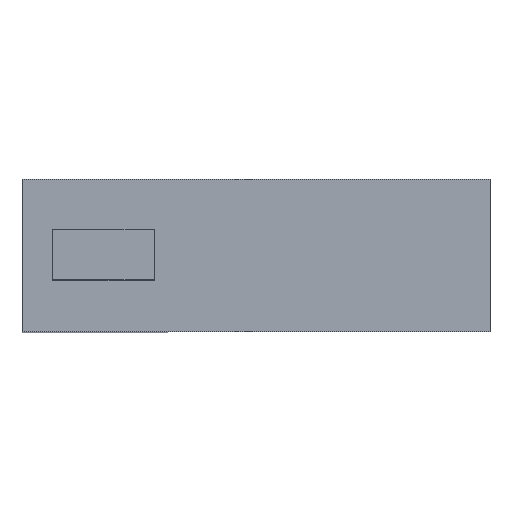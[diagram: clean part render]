
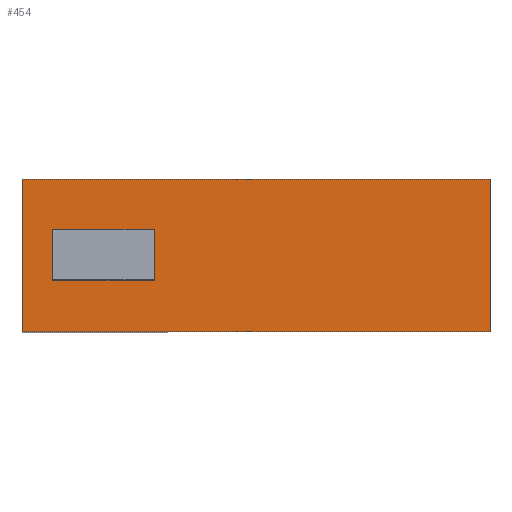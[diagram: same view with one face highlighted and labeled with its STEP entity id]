
A CAD part, top view. The second image highlights one B-rep face of the part: STEP entity #454.
In plain terms, the highlighted planar face has unit normal (0, 0, 1).
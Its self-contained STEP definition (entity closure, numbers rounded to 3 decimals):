
#21=FACE_BOUND('',#61,.T.);
#34=FACE_OUTER_BOUND('',#60,.T.);
#60=EDGE_LOOP('',(#343,#344,#345,#346));
#61=EDGE_LOOP('',(#347,#348,#349,#350));
#77=LINE('',#635,#137);
#81=LINE('',#643,#141);
#84=LINE('',#649,#144);
#87=LINE('',#654,#147);
#89=LINE('',#660,#149);
#95=LINE('',#672,#155);
#105=LINE('',#691,#165);
#106=LINE('',#693,#166);
#137=VECTOR('',#518,10.);
#141=VECTOR('',#524,10.);
#144=VECTOR('',#529,10.);
#147=VECTOR('',#534,10.);
#149=VECTOR('',#540,10.);
#155=VECTOR('',#548,10.);
#165=VECTOR('',#566,10.);
#166=VECTOR('',#569,10.);
#197=VERTEX_POINT('',#633);
#198=VERTEX_POINT('',#634);
#201=VERTEX_POINT('',#642);
#203=VERTEX_POINT('',#648);
#205=VERTEX_POINT('',#658);
#206=VERTEX_POINT('',#659);
#211=VERTEX_POINT('',#671);
#216=VERTEX_POINT('',#689);
#237=EDGE_CURVE('',#197,#198,#77,.T.);
#241=EDGE_CURVE('',#201,#197,#81,.T.);
#244=EDGE_CURVE('',#203,#201,#84,.T.);
#247=EDGE_CURVE('',#198,#203,#87,.T.);
#249=EDGE_CURVE('',#205,#206,#89,.T.);
#255=EDGE_CURVE('',#211,#206,#95,.T.);
#265=EDGE_CURVE('',#205,#216,#105,.T.);
#266=EDGE_CURVE('',#211,#216,#106,.T.);
#343=ORIENTED_EDGE('',*,*,#265,.T.);
#344=ORIENTED_EDGE('',*,*,#266,.F.);
#345=ORIENTED_EDGE('',*,*,#255,.T.);
#346=ORIENTED_EDGE('',*,*,#249,.F.);
#347=ORIENTED_EDGE('',*,*,#237,.T.);
#348=ORIENTED_EDGE('',*,*,#247,.T.);
#349=ORIENTED_EDGE('',*,*,#244,.T.);
#350=ORIENTED_EDGE('',*,*,#241,.T.);
#428=PLANE('',#496);
#454=ADVANCED_FACE('',(#34,#21),#428,.T.);
#496=AXIS2_PLACEMENT_3D('',#692,#567,#568);
#518=DIRECTION('',(-1.,0.,0.));
#524=DIRECTION('',(0.,-1.,0.));
#529=DIRECTION('',(1.,0.,0.));
#534=DIRECTION('',(0.,1.,0.));
#540=DIRECTION('',(-1.,0.,0.));
#548=DIRECTION('',(0.,-1.,0.));
#566=DIRECTION('',(0.,1.,0.));
#567=DIRECTION('center_axis',(0.,0.,1.));
#568=DIRECTION('ref_axis',(1.,0.,0.));
#569=DIRECTION('',(1.,0.,0.));
#633=CARTESIAN_POINT('',(9.125,-1.,30.));
#634=CARTESIAN_POINT('',(5.125,-1.,30.));
#635=CARTESIAN_POINT('',(6.523,-1.,30.));
#642=CARTESIAN_POINT('',(9.125,1.,30.));
#643=CARTESIAN_POINT('',(9.125,0.5,30.));
#648=CARTESIAN_POINT('',(5.125,1.,30.));
#649=CARTESIAN_POINT('',(4.523,1.,30.));
#654=CARTESIAN_POINT('',(5.125,-0.5,30.));
#658=CARTESIAN_POINT('',(22.329,-3.,30.));
#659=CARTESIAN_POINT('',(3.921,-3.,30.));
#660=CARTESIAN_POINT('',(22.329,-3.,30.));
#671=CARTESIAN_POINT('',(3.921,3.,30.));
#672=CARTESIAN_POINT('',(3.921,0.,30.));
#689=CARTESIAN_POINT('',(22.329,3.,30.));
#691=CARTESIAN_POINT('',(22.329,0.,30.));
#692=CARTESIAN_POINT('Origin',(3.921,0.,30.));
#693=CARTESIAN_POINT('',(22.329,3.,30.));
